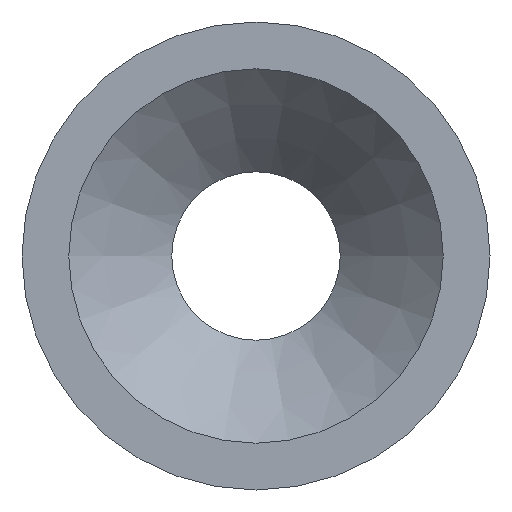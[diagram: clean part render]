
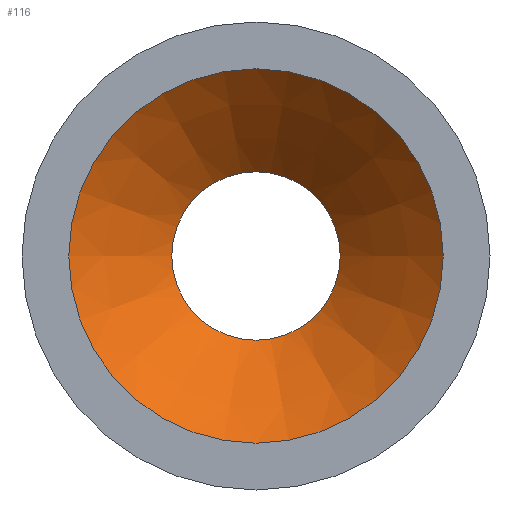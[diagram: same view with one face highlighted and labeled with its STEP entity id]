
A CAD part, front view. The second image highlights one B-rep face of the part: STEP entity #116.
In plain terms, the highlighted conical face has half-angle 45 degrees and reference radius 2.9 mm.
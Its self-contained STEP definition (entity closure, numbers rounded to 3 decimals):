
#20=CONICAL_SURFACE('',#151,2.9,0.785);
#24=FACE_OUTER_BOUND('',#32,.T.);
#32=EDGE_LOOP('',(#93,#94,#95,#96));
#42=LINE('',#217,#48);
#48=VECTOR('',#181,2.9);
#54=CIRCLE('',#150,1.8);
#55=CIRCLE('',#152,4.);
#62=VERTEX_POINT('',#212);
#63=VERTEX_POINT('',#216);
#73=EDGE_CURVE('',#62,#62,#54,.T.);
#74=EDGE_CURVE('',#62,#63,#42,.T.);
#75=EDGE_CURVE('',#63,#63,#55,.T.);
#93=ORIENTED_EDGE('',*,*,#73,.T.);
#94=ORIENTED_EDGE('',*,*,#74,.T.);
#95=ORIENTED_EDGE('',*,*,#75,.F.);
#96=ORIENTED_EDGE('',*,*,#74,.F.);
#116=ADVANCED_FACE('',(#24),#20,.F.);
#150=AXIS2_PLACEMENT_3D('',#214,#177,#178);
#151=AXIS2_PLACEMENT_3D('',#215,#179,#180);
#152=AXIS2_PLACEMENT_3D('',#218,#182,#183);
#177=DIRECTION('center_axis',(0.,1.,0.));
#178=DIRECTION('ref_axis',(1.,0.,0.));
#179=DIRECTION('center_axis',(0.,-1.,0.));
#180=DIRECTION('ref_axis',(1.,0.,0.));
#181=DIRECTION('',(-0.707,-0.707,0.));
#182=DIRECTION('center_axis',(0.,1.,0.));
#183=DIRECTION('ref_axis',(1.,0.,0.));
#212=CARTESIAN_POINT('',(-1.8,6.2,0.));
#214=CARTESIAN_POINT('Origin',(0.,6.2,0.));
#215=CARTESIAN_POINT('Origin',(0.,5.1,0.));
#216=CARTESIAN_POINT('',(-4.,4.,0.));
#217=CARTESIAN_POINT('',(-2.9,5.1,0.));
#218=CARTESIAN_POINT('Origin',(0.,4.,0.));
